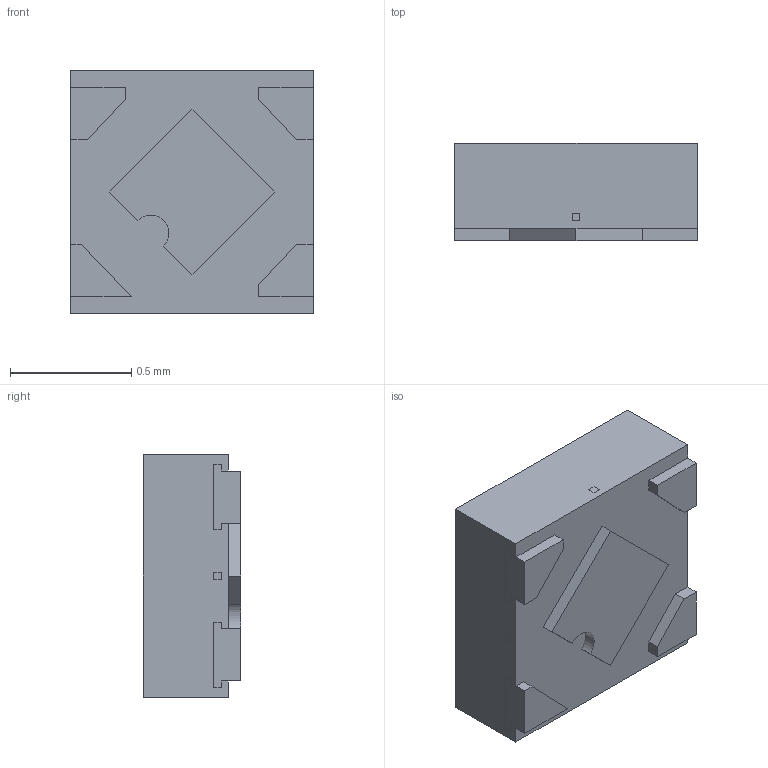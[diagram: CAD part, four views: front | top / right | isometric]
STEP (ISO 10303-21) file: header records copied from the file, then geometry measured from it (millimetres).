
FILE_DESCRIPTION (( 'STEP AP214' ), '1' );
FILE_NAME ('TLV707085DQNR.STEP', '2023-02-17T05:56:09', ( '' ), ( '' ), 'SwSTEP 2.0', 'SolidWorks 2017', '' );
FILE_SCHEMA (( 'AUTOMOTIVE_DESIGN' ));
Length unit declared in the file: millimetre
Products named in the file (1): TLV707085DQNR
Bounding box: 1 x 0.4 x 1 mm (x, y, z)
Volume: 0.4 mm3; surface area: 5.2 mm2
Topology: 11 solids, 11 shells, 150 faces, 366 edges, 244 vertices
Faces by surface type: plane 144, cylinder 6
Entity records: 4446 total; most frequent: CARTESIAN_POINT 761, ORIENTED_EDGE 732, DIRECTION 680, EDGE_CURVE 366, LINE 354, VECTOR 354, VERTEX_POINT 244, AXIS2_PLACEMENT_3D 163
